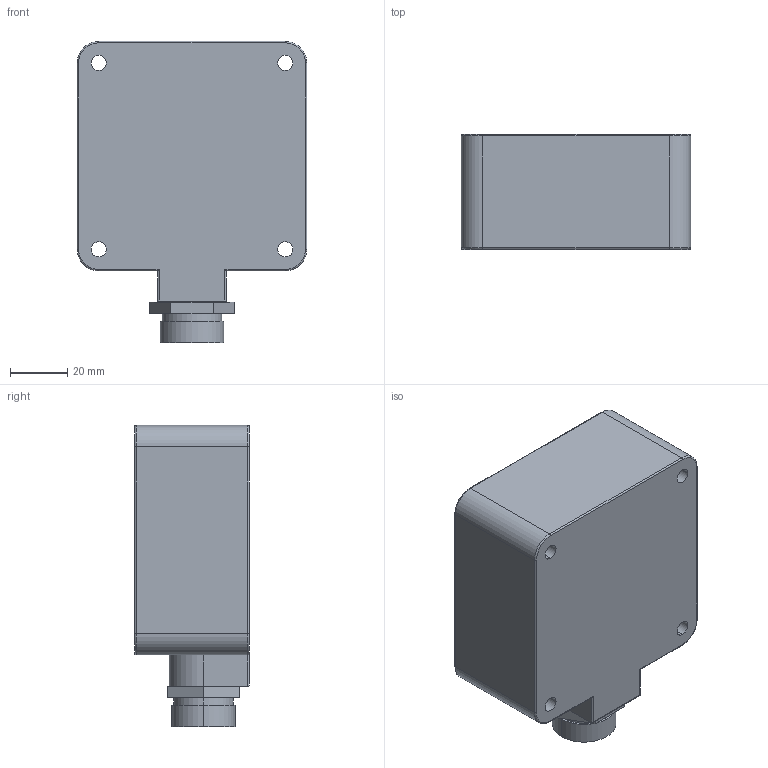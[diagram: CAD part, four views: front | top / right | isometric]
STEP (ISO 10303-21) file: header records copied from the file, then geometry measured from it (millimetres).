
FILE_DESCRIPTION((''),'2;1');
FILE_NAME('DM_CAD-3188','2017-08-10T',('creinig-se'),(''),'PRO/ENGINEER BY PARAMETRIC TECHNOLOGY CORPORATION, 2015440','PRO/ENGINEER BY PARAMETRIC TECHNOLOGY CORPORATION, 2015440','');
FILE_SCHEMA(('CONFIG_CONTROL_DESIGN'));
Length unit declared in the file: millimetre
Products named in the file (1): DM_CAD-3188
Bounding box: 80 x 40 x 105 mm (x, y, z)
Volume: 255056 mm3; surface area: 32082.2 mm2
Topology: 1 solids, 2 shells, 75 faces, 185 edges, 136 vertices
Faces by surface type: cylinder 41, plane 26, torus 8
Entity records: 3090 total; most frequent: DIRECTION 415, CARTESIAN_POINT 394, ORIENTED_EDGE 340, PRESENTATION_STYLE_ASSIGNMENT 202, STYLED_ITEM 187, CURVE_STYLE 186, EDGE_CURVE 170, AXIS2_PLACEMENT_3D 158
